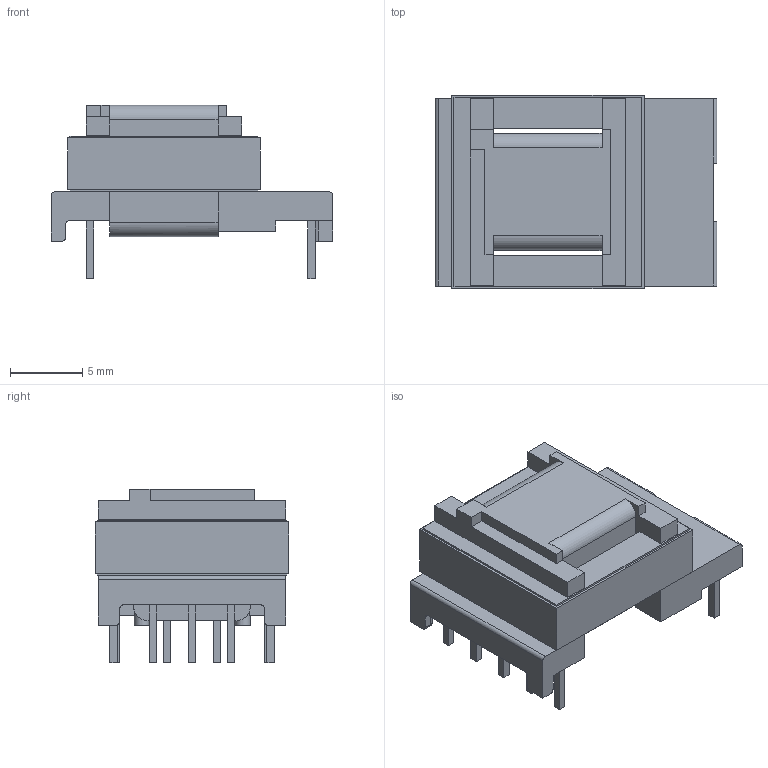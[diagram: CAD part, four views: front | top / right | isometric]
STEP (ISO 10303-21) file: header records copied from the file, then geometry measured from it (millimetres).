
FILE_DESCRIPTION(/* description */ ('Unknown'),/* implementation_level */ '2;1');
FILE_NAME(/* name */ 'T_Wurth_WE-OLSTM-EE13_7_4_750370024',/* time_stamp */ '2025-10-20T15:02:36+08:00',/* author */ ('Unknown'),/* organization */ ('Unknown'),/* preprocessor_version */ 'ST-DEVELOPER v19.4',/* originating_system */ 'Solid Edge',/* authorisation */ 'Unknown');
FILE_SCHEMA (('AUTOMOTIVE_DESIGN {1 0 10303 214 3 1 1}'));
Length unit declared in the file: millimetre
Products named in the file (2): T_Wurth_WE-OLSTM-EE13_7_4_750370024
Assembly tree (1 placements, depth 2):
  T_Wurth_WE-OLSTM-EE13_7_4_750370024
    T_Wurth_WE-OLSTM-EE13_7_4_750370024
Bounding box: 19.5 x 13.42 x 12 mm (x, y, z)
Volume: 1362 mm3; surface area: 1902.9 mm2
Topology: 2 solids, 3 shells, 195 faces, 522 edges, 342 vertices
Faces by surface type: plane 172, cylinder 19, torus 4
Entity records: 7395 total; most frequent: CARTESIAN_POINT 1061, ORIENTED_EDGE 1044, DIRECTION 960, EDGE_CURVE 522, LINE 478, VECTOR 478, VERTEX_POINT 342, AXIS2_PLACEMENT_3D 241
